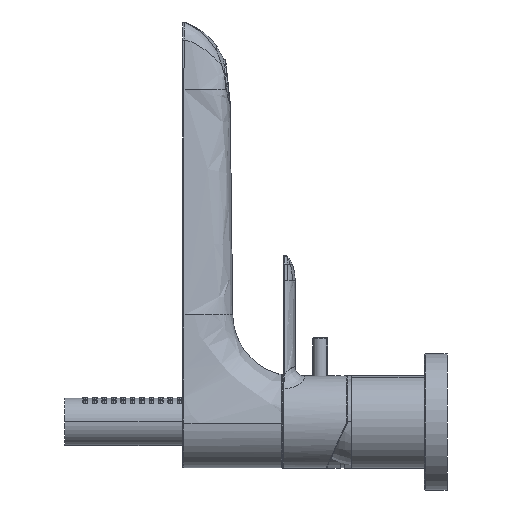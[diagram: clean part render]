
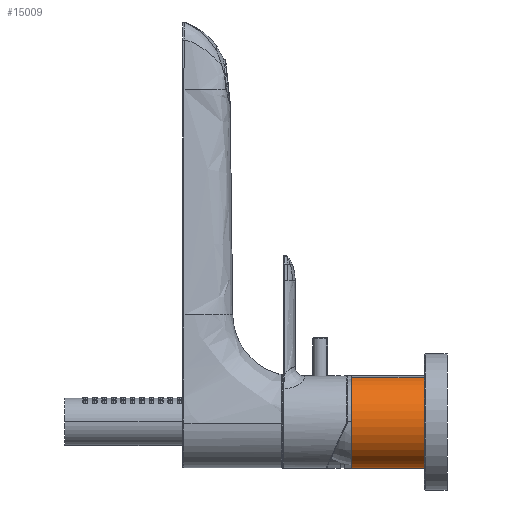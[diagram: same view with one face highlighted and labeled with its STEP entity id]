
A CAD part, left-side view. The second image highlights one B-rep face of the part: STEP entity #15009.
In plain terms, the highlighted cylindrical face has radius 24.5 mm (diameter 49 mm), a partial arc.
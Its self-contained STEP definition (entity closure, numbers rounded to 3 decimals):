
#834 = EDGE_CURVE ( 'NONE', #10792, #11445, #13326, .T. ) ;
#1065 = CARTESIAN_POINT ( 'NONE',  ( -240., 50.541, 0. ) ) ;
#1141 = VECTOR ( 'NONE', #15206, 1000. ) ;
#1318 = DIRECTION ( 'NONE',  ( -0.958, 0., -0.285 ) ) ;
#2298 = VERTEX_POINT ( 'NONE', #2365 ) ;
#2365 = CARTESIAN_POINT ( 'NONE',  ( -246.992, 50.541, 23.481 ) ) ;
#2524 = DIRECTION ( 'NONE',  ( -0.958, 0., -0.285 ) ) ;
#3669 = EDGE_CURVE ( 'NONE', #7690, #11445, #8065, .T. ) ;
#3764 = ORIENTED_EDGE ( 'NONE', *, *, #14150, .F. ) ;
#3943 = DIRECTION ( 'NONE',  ( 0., -1., 0. ) ) ;
#5227 = CARTESIAN_POINT ( 'NONE',  ( -246.992, 3.041, 23.481 ) ) ;
#5384 = ORIENTED_EDGE ( 'NONE', *, *, #7388, .T. ) ;
#6061 = CARTESIAN_POINT ( 'NONE',  ( -233.008, 26.791, -23.481 ) ) ;
#6670 = CYLINDRICAL_SURFACE ( 'NONE', #13122, 24.5 ) ;
#6688 = FACE_OUTER_BOUND ( 'NONE', #15686, .T. ) ;
#7388 = EDGE_CURVE ( 'NONE', #2298, #10792, #14209, .T. ) ;
#7560 = CARTESIAN_POINT ( 'NONE',  ( -233.008, 3.041, -23.481 ) ) ;
#7690 = VERTEX_POINT ( 'NONE', #5227 ) ;
#7945 = CARTESIAN_POINT ( 'NONE',  ( -233.008, 50.541, -23.481 ) ) ;
#8065 = CIRCLE ( 'NONE', #10314, 24.5 ) ;
#8903 = DIRECTION ( 'NONE',  ( 0., -1., 0. ) ) ;
#9439 = CARTESIAN_POINT ( 'NONE',  ( -246.992, 26.791, 23.481 ) ) ;
#9924 = LINE ( 'NONE', #9439, #11051 ) ;
#10176 = DIRECTION ( 'NONE',  ( 0., -1., 0. ) ) ;
#10314 = AXIS2_PLACEMENT_3D ( 'NONE', #18975, #10176, #1318 ) ;
#10792 = VERTEX_POINT ( 'NONE', #7945 ) ;
#11051 = VECTOR ( 'NONE', #8903, 1000. ) ;
#11386 = DIRECTION ( 'NONE',  ( 0., -1., 0. ) ) ;
#11445 = VERTEX_POINT ( 'NONE', #7560 ) ;
#11668 = AXIS2_PLACEMENT_3D ( 'NONE', #1065, #11386, #2524 ) ;
#13122 = AXIS2_PLACEMENT_3D ( 'NONE', #15333, #3943, #14607 ) ;
#13192 = ORIENTED_EDGE ( 'NONE', *, *, #3669, .F. ) ;
#13326 = LINE ( 'NONE', #6061, #1141 ) ;
#14150 = EDGE_CURVE ( 'NONE', #2298, #7690, #9924, .T. ) ;
#14209 = CIRCLE ( 'NONE', #11668, 24.5 ) ;
#14607 = DIRECTION ( 'NONE',  ( -0.285, 0., 0.958 ) ) ;
#15009 = ADVANCED_FACE ( 'NONE', ( #6688 ), #6670, .T. ) ;
#15206 = DIRECTION ( 'NONE',  ( 0., -1., 0. ) ) ;
#15333 = CARTESIAN_POINT ( 'NONE',  ( -240., 26.791, 0. ) ) ;
#15686 = EDGE_LOOP ( 'NONE', ( #5384, #16418, #13192, #3764 ) ) ;
#16418 = ORIENTED_EDGE ( 'NONE', *, *, #834, .T. ) ;
#18975 = CARTESIAN_POINT ( 'NONE',  ( -240., 3.041, 0. ) ) ;
